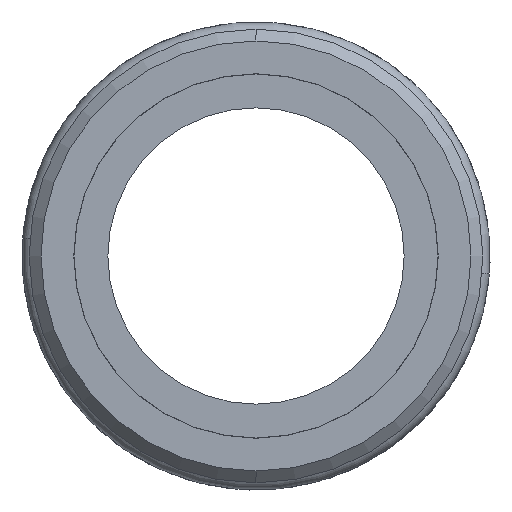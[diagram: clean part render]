
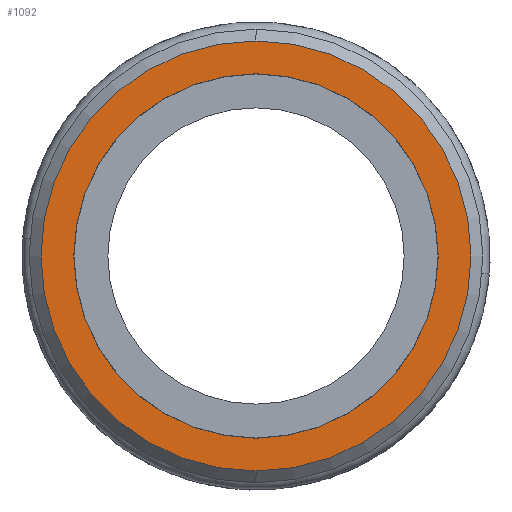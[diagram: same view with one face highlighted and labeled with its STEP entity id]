
A CAD part, front view. The second image highlights one B-rep face of the part: STEP entity #1092.
In plain terms, the highlighted planar face has unit normal (0, -1, 0).
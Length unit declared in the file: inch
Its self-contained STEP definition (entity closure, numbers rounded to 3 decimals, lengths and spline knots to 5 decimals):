
#353 = AXIS2_PLACEMENT_3D ( 'NONE', #2279, #2043, #1109 ) ;
#400 = DIRECTION ( 'NONE',  ( 0., 0., -1. ) ) ;
#425 = EDGE_CURVE ( 'NONE', #3762, #3002, #3807, .T. ) ;
#438 = ORIENTED_EDGE ( 'NONE', *, *, #425, .F. ) ;
#528 = AXIS2_PLACEMENT_3D ( 'NONE', #1740, #822, #1432 ) ;
#632 = DIRECTION ( 'NONE',  ( 0., -1., 0. ) ) ;
#685 = CARTESIAN_POINT ( 'NONE',  ( 0., -1.125, 0. ) ) ;
#731 = CIRCLE ( 'NONE', #528, 0.726 ) ;
#822 = DIRECTION ( 'NONE',  ( 0., -1., 0. ) ) ;
#851 = EDGE_LOOP ( 'NONE', ( #438, #3545 ) ) ;
#934 = AXIS2_PLACEMENT_3D ( 'NONE', #685, #1882, #2493 ) ;
#1092 = ADVANCED_FACE ( 'NONE', ( #2634, #1733 ), #3194, .T. ) ;
#1109 = DIRECTION ( 'NONE',  ( 0., 0., -1. ) ) ;
#1158 = AXIS2_PLACEMENT_3D ( 'NONE', #3287, #632, #3858 ) ;
#1432 = DIRECTION ( 'NONE',  ( 0., 0., -1. ) ) ;
#1555 = ORIENTED_EDGE ( 'NONE', *, *, #2737, .T. ) ;
#1565 = VERTEX_POINT ( 'NONE', #2468 ) ;
#1629 = DIRECTION ( 'NONE',  ( 0., -1., 0. ) ) ;
#1733 = FACE_BOUND ( 'NONE', #851, .T. ) ;
#1740 = CARTESIAN_POINT ( 'NONE',  ( 0., -1.125, 0. ) ) ;
#1857 = EDGE_CURVE ( 'NONE', #1565, #3217, #2028, .T. ) ;
#1882 = DIRECTION ( 'NONE',  ( 0., -1., 0. ) ) ;
#1991 = CIRCLE ( 'NONE', #1158, 0.61475 ) ;
#2028 = CIRCLE ( 'NONE', #2537, 0.726 ) ;
#2043 = DIRECTION ( 'NONE',  ( 0., -1., 0. ) ) ;
#2279 = CARTESIAN_POINT ( 'NONE',  ( 0.726, -1.125, 0. ) ) ;
#2373 = CARTESIAN_POINT ( 'NONE',  ( 0., -1.125, -0.61475 ) ) ;
#2468 = CARTESIAN_POINT ( 'NONE',  ( 0., -1.125, 0.726 ) ) ;
#2493 = DIRECTION ( 'NONE',  ( 0., 0., -1. ) ) ;
#2537 = AXIS2_PLACEMENT_3D ( 'NONE', #3058, #1629, #400 ) ;
#2634 = FACE_OUTER_BOUND ( 'NONE', #2676, .T. ) ;
#2671 = ORIENTED_EDGE ( 'NONE', *, *, #1857, .T. ) ;
#2676 = EDGE_LOOP ( 'NONE', ( #2671, #1555 ) ) ;
#2737 = EDGE_CURVE ( 'NONE', #3217, #1565, #731, .T. ) ;
#2986 = EDGE_CURVE ( 'NONE', #3002, #3762, #1991, .T. ) ;
#3002 = VERTEX_POINT ( 'NONE', #3039 ) ;
#3039 = CARTESIAN_POINT ( 'NONE',  ( 0., -1.125, 0.61475 ) ) ;
#3058 = CARTESIAN_POINT ( 'NONE',  ( 0., -1.125, 0. ) ) ;
#3194 = PLANE ( 'NONE',  #353 ) ;
#3217 = VERTEX_POINT ( 'NONE', #3772 ) ;
#3287 = CARTESIAN_POINT ( 'NONE',  ( 0., -1.125, 0. ) ) ;
#3545 = ORIENTED_EDGE ( 'NONE', *, *, #2986, .F. ) ;
#3762 = VERTEX_POINT ( 'NONE', #2373 ) ;
#3772 = CARTESIAN_POINT ( 'NONE',  ( 0., -1.125, -0.726 ) ) ;
#3807 = CIRCLE ( 'NONE', #934, 0.61475 ) ;
#3858 = DIRECTION ( 'NONE',  ( 0., 0., -1. ) ) ;
